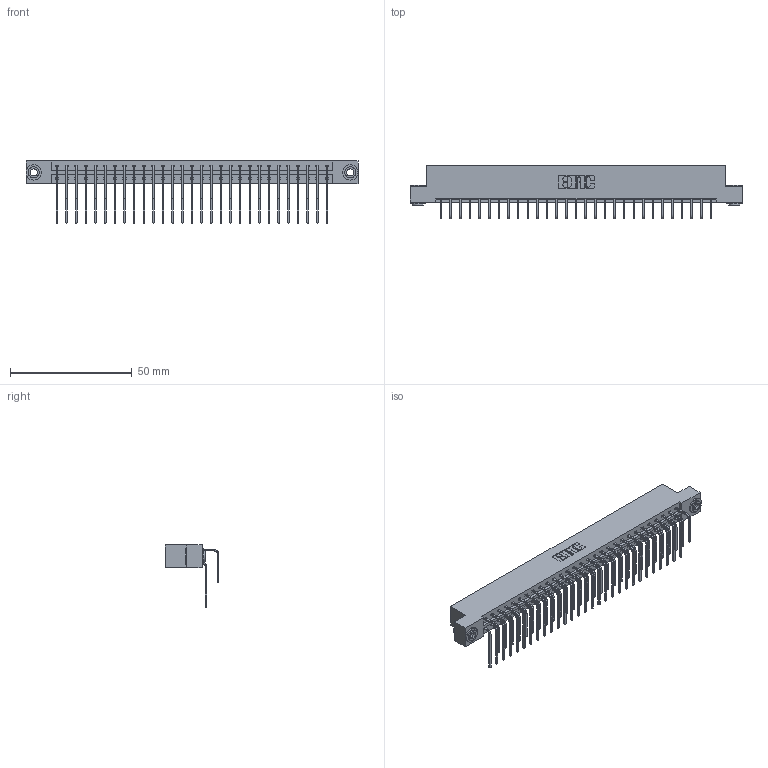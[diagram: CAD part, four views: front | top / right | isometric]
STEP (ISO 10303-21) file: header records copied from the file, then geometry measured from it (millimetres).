
FILE_DESCRIPTION (( 'STEP AP203' ), '1' );
FILE_NAME ('333-058-558-203.STEP', '2018-08-04T06:27:25', ( '' ), ( '' ), 'SwSTEP 2.0', 'SolidWorks 2016', '' );
FILE_SCHEMA (( 'CONFIG_CONTROL_DESIGN' ));
Length unit declared in the file: inch
Products named in the file (5): 333 Part_Flush - .156 Dia - TH; 345-292-001_558 559 Tail - 1; 345-292-001_558 Tail - 2; 345-250-002_345-250-002-102; 333-058-558-203
Assembly tree (61 placements, depth 2):
  333-058-558-203
    333 Part_Flush - .156 Dia - TH
    345-292-001_558 559 Tail - 1  x29
    345-292-001_558 Tail - 2  x29
    345-250-002_345-250-002-102  x2
Bounding box: 136.45 x 22.17 x 25.53 mm (x, y, z)
Volume: 14163.1 mm3; surface area: 18492 mm2
Topology: 61 solids, 61 shells, 3284 faces, 9725 edges, 6402 vertices
Faces by surface type: plane 2284, cylinder 992, cone 8
Entity records: 22772 total; most frequent: CARTESIAN_POINT 3816, ORIENTED_EDGE 3694, DIRECTION 3297, EDGE_CURVE 1847, LINE 1655, VECTOR 1655, VERTEX_POINT 1226, AXIS2_PLACEMENT_3D 821
